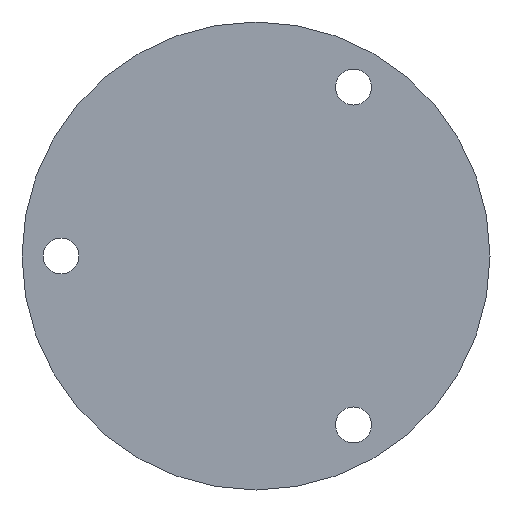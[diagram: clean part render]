
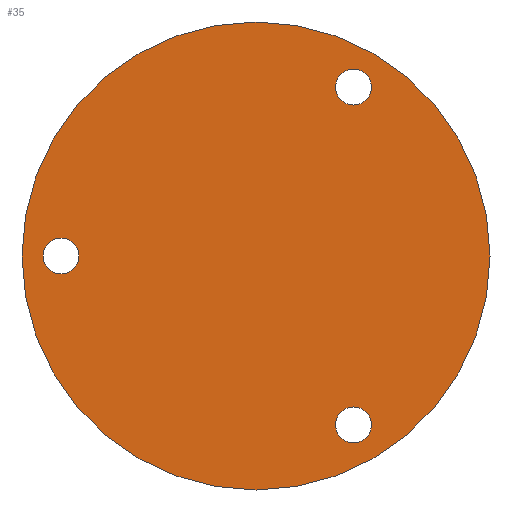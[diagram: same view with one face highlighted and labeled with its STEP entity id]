
A CAD part, front view. The second image highlights one B-rep face of the part: STEP entity #35.
In plain terms, the highlighted planar face has unit normal (0, -1, 0).
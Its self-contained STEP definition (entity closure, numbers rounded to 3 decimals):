
#35 = ADVANCED_FACE( '', ( #74, #75, #76, #77 ), #78, .F. );
#74 = FACE_BOUND( '', #129, .T. );
#75 = FACE_BOUND( '', #130, .T. );
#76 = FACE_BOUND( '', #131, .T. );
#77 = FACE_OUTER_BOUND( '', #132, .T. );
#78 = PLANE( '', #133 );
#129 = EDGE_LOOP( '', ( #178 ) );
#130 = EDGE_LOOP( '', ( #179 ) );
#131 = EDGE_LOOP( '', ( #180 ) );
#132 = EDGE_LOOP( '', ( #181 ) );
#133 = AXIS2_PLACEMENT_3D( '', #182, #183, #184 );
#178 = ORIENTED_EDGE( '', *, *, #248, .T. );
#179 = ORIENTED_EDGE( '', *, *, #249, .T. );
#180 = ORIENTED_EDGE( '', *, *, #250, .T. );
#181 = ORIENTED_EDGE( '', *, *, #251, .T. );
#182 = CARTESIAN_POINT( '', ( 15., 0., 0. ) );
#183 = DIRECTION( '', ( 0., 1., 0. ) );
#184 = DIRECTION( '', ( 0., 0., 1. ) );
#248 = EDGE_CURVE( '', #272, #272, #273, .T. );
#249 = EDGE_CURVE( '', #274, #274, #275, .T. );
#250 = EDGE_CURVE( '', #276, #276, #277, .T. );
#251 = EDGE_CURVE( '', #278, #278, #279, .T. );
#272 = VERTEX_POINT( '', #309 );
#273 = CIRCLE( '', #310, 1.15 );
#274 = VERTEX_POINT( '', #311 );
#275 = CIRCLE( '', #312, 1.15 );
#276 = VERTEX_POINT( '', #313 );
#277 = CIRCLE( '', #314, 1.15 );
#278 = VERTEX_POINT( '', #315 );
#279 = CIRCLE( '', #316, 15. );
#309 = CARTESIAN_POINT( '', ( 5.675, 0., -9.829 ) );
#310 = AXIS2_PLACEMENT_3D( '', #345, #346, #347 );
#311 = CARTESIAN_POINT( '', ( 5.675, 0., 9.829 ) );
#312 = AXIS2_PLACEMENT_3D( '', #348, #349, #350 );
#313 = CARTESIAN_POINT( '', ( -11.35, 0., 0. ) );
#314 = AXIS2_PLACEMENT_3D( '', #351, #352, #353 );
#315 = CARTESIAN_POINT( '', ( 0., 0., -15. ) );
#316 = AXIS2_PLACEMENT_3D( '', #354, #355, #356 );
#345 = CARTESIAN_POINT( '', ( 6.25, 0., -10.825 ) );
#346 = DIRECTION( '', ( 0., 1., 0. ) );
#347 = DIRECTION( '', ( -0.5, 0., 0.866 ) );
#348 = CARTESIAN_POINT( '', ( 6.25, 0., 10.825 ) );
#349 = DIRECTION( '', ( 0., 1., 0. ) );
#350 = DIRECTION( '', ( -0.5, 0., -0.866 ) );
#351 = CARTESIAN_POINT( '', ( -12.5, 0., 0. ) );
#352 = DIRECTION( '', ( 0., 1., 0. ) );
#353 = DIRECTION( '', ( 1., 0., 0. ) );
#354 = CARTESIAN_POINT( '', ( 0., 0., 0. ) );
#355 = DIRECTION( '', ( 0., -1., 0. ) );
#356 = DIRECTION( '', ( 0., 0., -1. ) );
